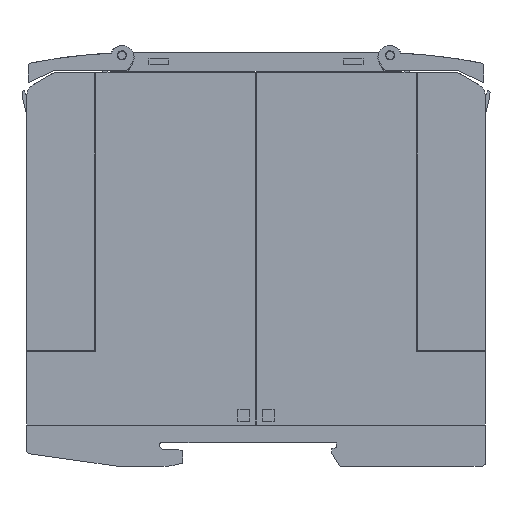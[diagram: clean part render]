
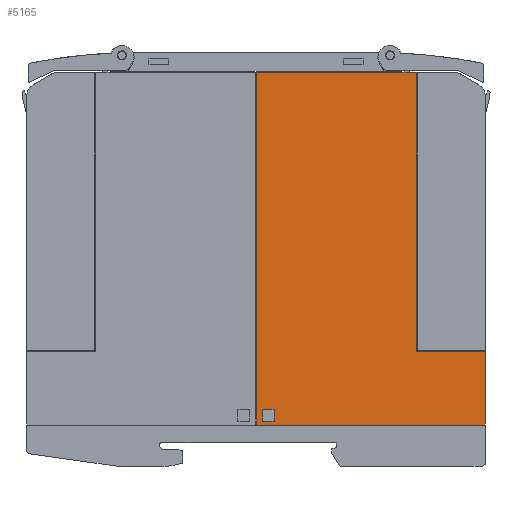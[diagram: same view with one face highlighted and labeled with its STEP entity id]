
A CAD part, left-side view. The second image highlights one B-rep face of the part: STEP entity #5165.
In plain terms, the highlighted planar face has unit normal (-1, 0, 0).
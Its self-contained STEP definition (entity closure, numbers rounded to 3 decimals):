
#5165=ADVANCED_FACE('',(#10533,#10534),#10535,.T.);
#10533=FACE_OUTER_BOUND('',#15970,.T.);
#10534=FACE_BOUND('',#15971,.T.);
#10535=PLANE('',#15972);
#15970=EDGE_LOOP('',(#32309,#32310,#32311,#32312,#32313,#32314));
#15971=EDGE_LOOP('',(#32315,#32316,#32317,#32318));
#15972=AXIS2_PLACEMENT_3D('',#32319,#32320,#32321);
#32309=ORIENTED_EDGE('',*,*,#35070,.T.);
#32310=ORIENTED_EDGE('',*,*,#35088,.T.);
#32311=ORIENTED_EDGE('',*,*,#39354,.T.);
#32312=ORIENTED_EDGE('',*,*,#39337,.F.);
#32313=ORIENTED_EDGE('',*,*,#39355,.T.);
#32314=ORIENTED_EDGE('',*,*,#39350,.T.);
#32315=ORIENTED_EDGE('',*,*,#39347,.T.);
#32316=ORIENTED_EDGE('',*,*,#39323,.T.);
#32317=ORIENTED_EDGE('',*,*,#39331,.T.);
#32318=ORIENTED_EDGE('',*,*,#39344,.T.);
#32319=CARTESIAN_POINT('',(0.0,25.949,9.001));
#32320=DIRECTION('',(-1.0,0.0,0.0));
#32321=DIRECTION('',(0.0,1.0,0.0));
#35070=EDGE_CURVE('',#42778,#42782,#42784,.T.);
#35088=EDGE_CURVE('',#42782,#42818,#42819,.T.);
#39323=EDGE_CURVE('',#49076,#49074,#49077,.T.);
#39331=EDGE_CURVE('',#49074,#49085,#49087,.T.);
#39337=EDGE_CURVE('',#49096,#49098,#49099,.T.);
#39344=EDGE_CURVE('',#49085,#49108,#49110,.T.);
#39347=EDGE_CURVE('',#49108,#49076,#49113,.T.);
#39350=EDGE_CURVE('',#49116,#42778,#49117,.T.);
#39354=EDGE_CURVE('',#42818,#49098,#49122,.T.);
#39355=EDGE_CURVE('',#49096,#49116,#49123,.T.);
#42778=VERTEX_POINT('',#54579);
#42782=VERTEX_POINT('',#54585);
#42784=LINE('',#54588,#54589);
#42818=VERTEX_POINT('',#54639);
#42819=LINE('',#54640,#54641);
#49074=VERTEX_POINT('',#63961);
#49076=VERTEX_POINT('',#63964);
#49077=LINE('',#63965,#63966);
#49085=VERTEX_POINT('',#63978);
#49087=LINE('',#63981,#63982);
#49096=VERTEX_POINT('',#63994);
#49098=VERTEX_POINT('',#63997);
#49099=LINE('',#63998,#63999);
#49108=VERTEX_POINT('',#64012);
#49110=LINE('',#64015,#64016);
#49113=LINE('',#64020,#64021);
#49116=VERTEX_POINT('',#64024);
#49117=LINE('',#64025,#64026);
#49122=LINE('',#64033,#64034);
#49123=LINE('',#64035,#64036);
#54579=CARTESIAN_POINT('',(0.0,0.999,25.101));
#54585=CARTESIAN_POINT('',(0.0,16.099,25.101));
#54588=CARTESIAN_POINT('',(0.0,17.224,25.101));
#54589=VECTOR('',#66606,1.0);
#54639=CARTESIAN_POINT('',(0.0,16.099,85.801));
#54640=CARTESIAN_POINT('',(0.0,16.099,32.226));
#54641=VECTOR('',#66623,1.0);
#63961=CARTESIAN_POINT('',(0.0,46.999,12.401));
#63964=CARTESIAN_POINT('',(0.0,49.599,12.401));
#63965=CARTESIAN_POINT('',(0.0,37.124,12.401));
#63966=VECTOR('',#70670,1.0);
#63978=CARTESIAN_POINT('',(0.0,46.999,9.801));
#63981=CARTESIAN_POINT('',(0.0,46.999,10.051));
#63982=VECTOR('',#70676,1.0);
#63994=CARTESIAN_POINT('',(0.0,50.899,9.001));
#63997=CARTESIAN_POINT('',(0.0,50.899,85.801));
#63998=CARTESIAN_POINT('',(0.0,50.899,9.001));
#63999=VECTOR('',#70681,1.0);
#64012=CARTESIAN_POINT('',(0.0,49.599,9.801));
#64015=CARTESIAN_POINT('',(0.0,37.124,9.801));
#64016=VECTOR('',#70687,1.0);
#64020=CARTESIAN_POINT('',(0.0,49.599,10.051));
#64021=VECTOR('',#70689,1.0);
#64024=CARTESIAN_POINT('',(0.0,0.999,9.001));
#64025=CARTESIAN_POINT('',(0.0,0.999,9.001));
#64026=VECTOR('',#70690,1.0);
#64033=CARTESIAN_POINT('',(0.0,50.899,85.801));
#64034=VECTOR('',#70693,1.0);
#64035=CARTESIAN_POINT('',(0.0,50.899,9.001));
#64036=VECTOR('',#70694,1.0);
#66606=DIRECTION('',(0.0,1.0,0.0));
#66623=DIRECTION('',(0.0,-0.0,1.0));
#70670=DIRECTION('',(0.0,-1.0,0.0));
#70676=DIRECTION('',(0.0,0.0,-1.0));
#70681=DIRECTION('',(0.0,0.0,1.0));
#70687=DIRECTION('',(0.0,1.0,0.0));
#70689=DIRECTION('',(0.0,-0.0,1.0));
#70690=DIRECTION('',(0.0,0.0,1.0));
#70693=DIRECTION('',(0.0,1.0,0.0));
#70694=DIRECTION('',(0.0,-1.0,0.0));
